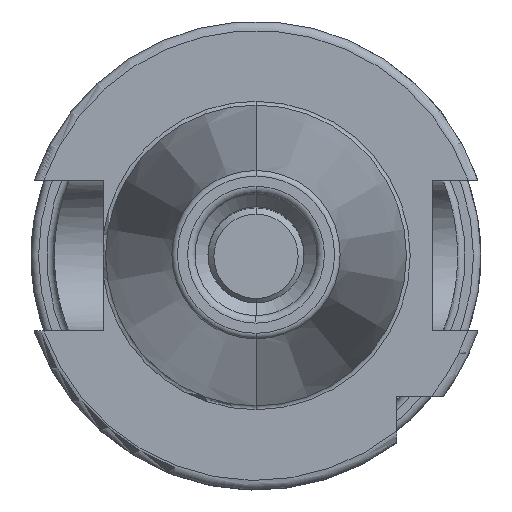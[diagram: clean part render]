
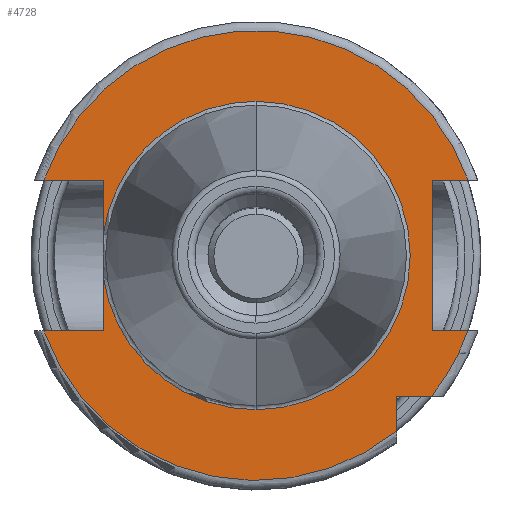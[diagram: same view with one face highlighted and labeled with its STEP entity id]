
A CAD part, top view. The second image highlights one B-rep face of the part: STEP entity #4728.
In plain terms, the highlighted planar face has unit normal (0, 0, 1).
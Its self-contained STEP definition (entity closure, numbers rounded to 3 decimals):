
#1679=CARTESIAN_POINT('',(0,0,15.9));
#1680=DIRECTION('',(0,0,1));
#1681=DIRECTION('',(0.942,0.335,0));
#1682=AXIS2_PLACEMENT_3D('',#1679,#1680,#1681);
#1730=CARTESIAN_POINT('',(0,0,15.9));
#1731=DIRECTION('',(0,0,1));
#1732=DIRECTION('',(-0.942,-0.335,0));
#1733=AXIS2_PLACEMENT_3D('',#1730,#1731,#1732);
#1746=DIRECTION('',(1,0,0));
#1747=VECTOR('',#1746,6.31);
#1748=CARTESIAN_POINT('',(-22.61,-8.05,15.9));
#1749=LINE('',#1748,#1747);
#1750=DIRECTION('',(0,1,0));
#1751=VECTOR('',#1750,5.834);
#1752=CARTESIAN_POINT('',(-16.3,-8.05,15.9));
#1753=LINE('',#1752,#1751);
#1754=DIRECTION('',(0,1,0));
#1755=VECTOR('',#1754,5.834);
#1756=CARTESIAN_POINT('',(-16.3,2.216,15.9));
#1757=LINE('',#1756,#1755);
#1758=DIRECTION('',(1,0,0));
#1759=VECTOR('',#1758,6.31);
#1760=CARTESIAN_POINT('',(-22.61,8.05,15.9));
#1761=LINE('',#1760,#1759);
#1762=DIRECTION('',(-1,0,0));
#1763=VECTOR('',#1762,3.81);
#1764=CARTESIAN_POINT('',(22.61,8.05,15.9));
#1765=LINE('',#1764,#1763);
#1766=DIRECTION('',(0,-1,0));
#1767=VECTOR('',#1766,16.1);
#1768=CARTESIAN_POINT('',(18.8,8.05,15.9));
#1769=LINE('',#1768,#1767);
#1770=DIRECTION('',(-1,0,0));
#1771=VECTOR('',#1770,3.81);
#1772=CARTESIAN_POINT('',(22.61,-8.05,15.9));
#1773=LINE('',#1772,#1771);
#1774=CARTESIAN_POINT('',(0,0,15.9));
#1775=DIRECTION('',(0,0,1));
#1776=DIRECTION('',(0.781,-0.625,0));
#1777=AXIS2_PLACEMENT_3D('',#1774,#1775,#1776);
#1779=DIRECTION('',(-1,0,0));
#1780=VECTOR('',#1779,3.735);
#1781=CARTESIAN_POINT('',(18.735,-15,15.9));
#1782=LINE('',#1781,#1780);
#1783=DIRECTION('',(0,1,0));
#1784=VECTOR('',#1783,3.735);
#1785=CARTESIAN_POINT('',(15,-18.735,15.9));
#1786=LINE('',#1785,#1784);
#1803=CARTESIAN_POINT('',(0,0,15.9));
#1804=DIRECTION('',(0,0,1));
#1805=DIRECTION('',(0,1,0));
#1806=AXIS2_PLACEMENT_3D('',#1803,#1804,#1805);
#1818=CARTESIAN_POINT('',(0,0,15.9));
#1819=DIRECTION('',(0,0,1));
#1820=DIRECTION('',(-0.991,-0.135,0));
#1821=AXIS2_PLACEMENT_3D('',#1818,#1819,#1820);
#1823=CARTESIAN_POINT('',(0,0,15.9));
#1824=DIRECTION('',(0,0,-1));
#1825=DIRECTION('',(0,1,0));
#1826=AXIS2_PLACEMENT_3D('',#1823,#1824,#1825);
#2526=CARTESIAN_POINT('',(0,16.45,15.9));
#2528=VERTEX_POINT('',#2526);
#2548=CARTESIAN_POINT('',(0,-16.45,15.9));
#2550=VERTEX_POINT('',#2548);
#2638=CARTESIAN_POINT('',(-22.61,-8.05,15.9));
#2639=CARTESIAN_POINT('',(-16.3,-8.05,15.9));
#2640=VERTEX_POINT('',#2638);
#2641=VERTEX_POINT('',#2639);
#2642=CARTESIAN_POINT('',(-16.3,-2.216,15.9));
#2643=VERTEX_POINT('',#2642);
#2644=CARTESIAN_POINT('',(-16.3,2.216,15.9));
#2645=CARTESIAN_POINT('',(-16.3,8.05,15.9));
#2646=VERTEX_POINT('',#2644);
#2647=VERTEX_POINT('',#2645);
#2648=CARTESIAN_POINT('',(-22.61,8.05,15.9));
#2649=VERTEX_POINT('',#2648);
#2650=CARTESIAN_POINT('',(18.8,8.05,15.9));
#2651=CARTESIAN_POINT('',(18.8,-8.05,15.9));
#2652=VERTEX_POINT('',#2650);
#2653=VERTEX_POINT('',#2651);
#2654=CARTESIAN_POINT('',(22.61,-8.05,15.9));
#2655=VERTEX_POINT('',#2654);
#2656=CARTESIAN_POINT('',(22.61,8.05,15.9));
#2657=VERTEX_POINT('',#2656);
#2658=CARTESIAN_POINT('',(15,-18.735,15.9));
#2659=CARTESIAN_POINT('',(15,-15,15.9));
#2660=VERTEX_POINT('',#2658);
#2661=VERTEX_POINT('',#2659);
#2662=CARTESIAN_POINT('',(18.735,-15,15.9));
#2663=VERTEX_POINT('',#2662);
#4700=CARTESIAN_POINT('',(0,0,15.9));
#4701=DIRECTION('',(0,0,-1));
#4702=DIRECTION('',(0,-1,0));
#4703=AXIS2_PLACEMENT_3D('',#4700,#4701,#4702);
#4704=PLANE('',#4703);
#4705=ORIENTED_EDGE('',*,*,#4052,.T.);
#4707=ORIENTED_EDGE('',*,*,#4706,.T.);
#4709=ORIENTED_EDGE('',*,*,#4708,.T.);
#4711=ORIENTED_EDGE('',*,*,#4710,.F.);
#4713=ORIENTED_EDGE('',*,*,#4712,.T.);
#4715=ORIENTED_EDGE('',*,*,#4714,.T.);
#4716=ORIENTED_EDGE('',*,*,#4137,.F.);
#4717=ORIENTED_EDGE('',*,*,#4679,.F.);
#4718=ORIENTED_EDGE('',*,*,#4198,.T.);
#4720=ORIENTED_EDGE('',*,*,#4719,.T.);
#4721=ORIENTED_EDGE('',*,*,#4381,.F.);
#4722=ORIENTED_EDGE('',*,*,#4669,.F.);
#4723=ORIENTED_EDGE('',*,*,#4320,.T.);
#4724=ORIENTED_EDGE('',*,*,#4290,.F.);
#4725=ORIENTED_EDGE('',*,*,#4694,.F.);
#4726=EDGE_LOOP('',(#4705,#4707,#4709,#4711,#4713,#4715,#4716,#4717,#4718,#4720,
#4721,#4722,#4723,#4724,#4725));
#4727=FACE_OUTER_BOUND('',#4726,.F.);
#4728=ADVANCED_FACE('',(#4727),#4704,.F.);
#1683=CIRCLE('',#1682,24);
#1734=CIRCLE('',#1733,24);
#1778=CIRCLE('',#1777,24);
#1807=CIRCLE('',#1806,16.45);
#1822=CIRCLE('',#1821,16.45);
#1827=CIRCLE('',#1826,16.45);
#4052=EDGE_CURVE('',#2640,#2641,#1749,.T.);
#4137=EDGE_CURVE('',#2649,#2647,#1761,.T.);
#4198=EDGE_CURVE('',#2657,#2652,#1765,.T.);
#4290=EDGE_CURVE('',#2660,#2661,#1786,.T.);
#4320=EDGE_CURVE('',#2663,#2661,#1782,.T.);
#4381=EDGE_CURVE('',#2655,#2653,#1773,.T.);
#4669=EDGE_CURVE('',#2663,#2655,#1778,.T.);
#4679=EDGE_CURVE('',#2657,#2649,#1683,.T.);
#4694=EDGE_CURVE('',#2640,#2660,#1734,.T.);
#4706=EDGE_CURVE('',#2641,#2643,#1753,.T.);
#4708=EDGE_CURVE('',#2643,#2550,#1822,.T.);
#4710=EDGE_CURVE('',#2528,#2550,#1827,.T.);
#4712=EDGE_CURVE('',#2528,#2646,#1807,.T.);
#4714=EDGE_CURVE('',#2646,#2647,#1757,.T.);
#4719=EDGE_CURVE('',#2652,#2653,#1769,.T.);
